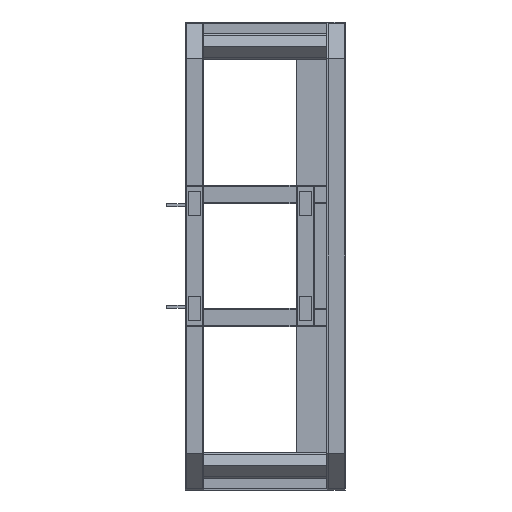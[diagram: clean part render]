
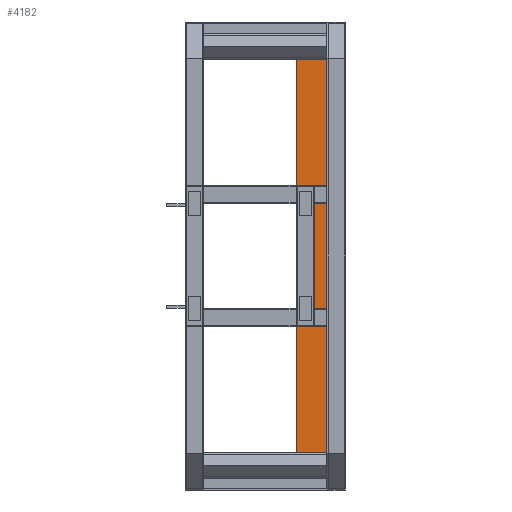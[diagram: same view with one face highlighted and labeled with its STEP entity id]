
A CAD part, left-side view. The second image highlights one B-rep face of the part: STEP entity #4182.
In plain terms, the highlighted planar face has unit normal (-1, 0, 0).
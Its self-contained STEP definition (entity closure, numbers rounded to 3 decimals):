
#835 = LINE ( 'NONE', #16851, #18472 ) ;
#1721 = LINE ( 'NONE', #23656, #17446 ) ;
#2273 = ORIENTED_EDGE ( 'NONE', *, *, #21181, .F. ) ;
#2988 = DIRECTION ( 'NONE',  ( -1., 0., 0. ) ) ;
#3137 = VECTOR ( 'NONE', #17894, 1000. ) ;
#3770 = CARTESIAN_POINT ( 'NONE',  ( -271.287, -35., -335. ) ) ;
#4182 = ADVANCED_FACE ( 'NONE', ( #9753 ), #21543, .T. ) ;
#5303 = DIRECTION ( 'NONE',  ( 0., 0., 1. ) ) ;
#9753 = FACE_OUTER_BOUND ( 'NONE', #15816, .T. ) ;
#10678 = DIRECTION ( 'NONE',  ( 0., -1., 0. ) ) ;
#10945 = CARTESIAN_POINT ( 'NONE',  ( -271.287, 15., 335. ) ) ;
#11331 = CARTESIAN_POINT ( 'NONE',  ( -271.287, 15., -398.156 ) ) ;
#12750 = EDGE_CURVE ( 'NONE', #22266, #19572, #19197, .T. ) ;
#13495 = CARTESIAN_POINT ( 'NONE',  ( -271.287, -35., -398.156 ) ) ;
#13707 = DIRECTION ( 'NONE',  ( 0., 0., 1. ) ) ;
#14197 = CARTESIAN_POINT ( 'NONE',  ( -271.287, 15., -335. ) ) ;
#15088 = EDGE_CURVE ( 'NONE', #19305, #22266, #1721, .T. ) ;
#15149 = DIRECTION ( 'NONE',  ( 0., -1., 0. ) ) ;
#15816 = EDGE_LOOP ( 'NONE', ( #23762, #17919, #20505, #2273 ) ) ;
#16248 = VECTOR ( 'NONE', #13707, 1000. ) ;
#16851 = CARTESIAN_POINT ( 'NONE',  ( -271.287, 15., 335. ) ) ;
#17446 = VECTOR ( 'NONE', #15149, 1000. ) ;
#17752 = CARTESIAN_POINT ( 'NONE',  ( -271.287, 15., -398.156 ) ) ;
#17894 = DIRECTION ( 'NONE',  ( 0., 0., 1. ) ) ;
#17919 = ORIENTED_EDGE ( 'NONE', *, *, #15088, .T. ) ;
#18472 = VECTOR ( 'NONE', #10678, 1000. ) ;
#19197 = LINE ( 'NONE', #13495, #3137 ) ;
#19305 = VERTEX_POINT ( 'NONE', #14197 ) ;
#19572 = VERTEX_POINT ( 'NONE', #23229 ) ;
#20505 = ORIENTED_EDGE ( 'NONE', *, *, #12750, .T. ) ;
#20733 = LINE ( 'NONE', #17752, #16248 ) ;
#21181 = EDGE_CURVE ( 'NONE', #26565, #19572, #835, .T. ) ;
#21543 = PLANE ( 'NONE',  #23756 ) ;
#21575 = EDGE_CURVE ( 'NONE', #19305, #26565, #20733, .T. ) ;
#22266 = VERTEX_POINT ( 'NONE', #3770 ) ;
#23229 = CARTESIAN_POINT ( 'NONE',  ( -271.287, -35., 335. ) ) ;
#23656 = CARTESIAN_POINT ( 'NONE',  ( -271.287, 15., -335. ) ) ;
#23756 = AXIS2_PLACEMENT_3D ( 'NONE', #11331, #2988, #5303 ) ;
#23762 = ORIENTED_EDGE ( 'NONE', *, *, #21575, .F. ) ;
#26565 = VERTEX_POINT ( 'NONE', #10945 ) ;
